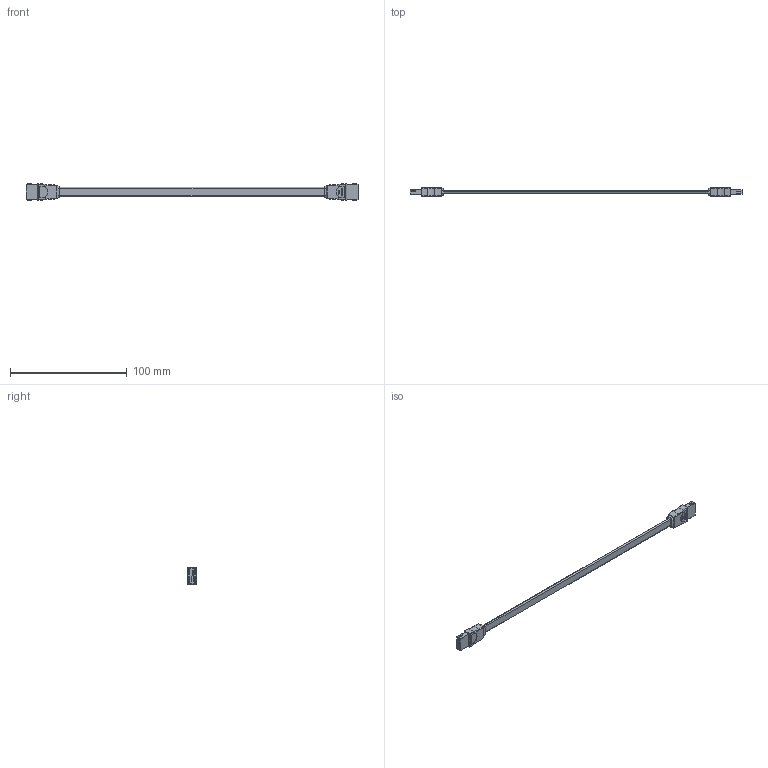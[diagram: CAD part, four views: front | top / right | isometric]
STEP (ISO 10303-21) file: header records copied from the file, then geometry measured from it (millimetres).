
FILE_DESCRIPTION (( 'STEP AP214' ), '1' );
FILE_NAME ('CAESA-XM_3D.STEP', '2021-09-03T15:39:17', ( '' ), ( '' ), 'SwSTEP 2.0', 'SolidWorks 2021', '' );
FILE_SCHEMA (( 'AUTOMOTIVE_DESIGN' ));
Length unit declared in the file: inch
Products named in the file (3): CAESA-XM_3D; eSATA-I CONN_NO CLIP; SATA CABLE
Assembly tree (3 placements, depth 2):
  CAESA-XM_3D
    SATA CABLE
    eSATA-I CONN_NO CLIP  x2
Bounding box: 283.96 x 7 x 14.5 mm (x, y, z)
Volume: 8010.1 mm3; surface area: 7605.7 mm2
Topology: 3 solids, 3 shells, 485 faces, 1265 edges, 830 vertices
Faces by surface type: plane 282, bspline 146, cylinder 45, torus 12
Entity records: 11460 total; most frequent: CARTESIAN_POINT 5405, ORIENTED_EDGE 1280, DIRECTION 870, EDGE_CURVE 640, VECTOR 436, LINE 436, VERTEX_POINT 420, EDGE_LOOP 268
